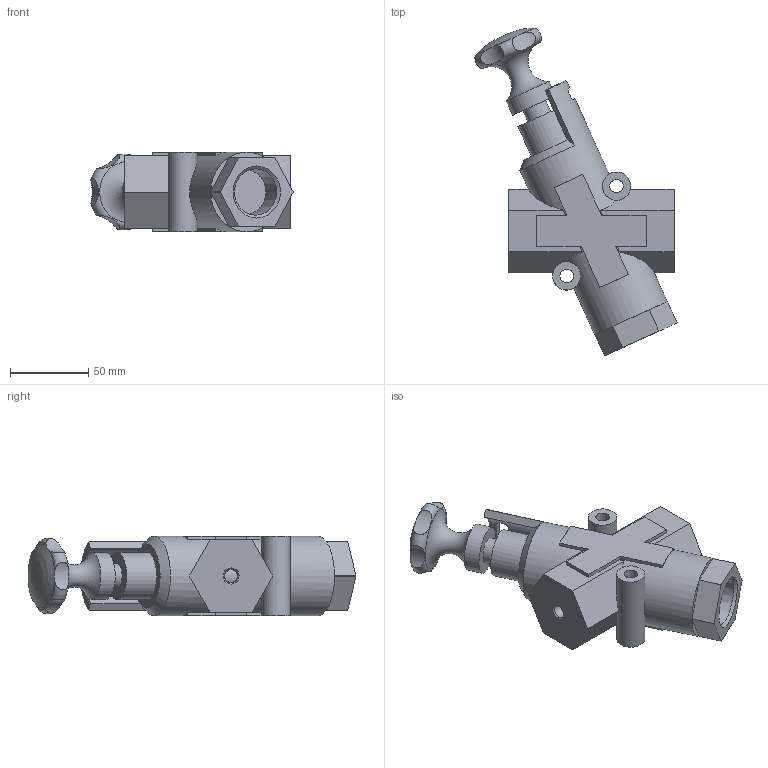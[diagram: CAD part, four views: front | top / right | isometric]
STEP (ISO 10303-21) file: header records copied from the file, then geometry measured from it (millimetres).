
FILE_DESCRIPTION(/* description */ ('STEP AP214'),/* implementation_level */ '2;1');
FILE_NAME(/* name */ '197129_HE-N3_8-LO',/* time_stamp */ '2024-08-29T04:18:04+02:00',/* author */ ('License CC BY-ND 4.0'),/* organization */ ('CADENAS'),/* preprocessor_version */ 'ST-DEVELOPER v19.3',/* originating_system */ 'PARTsolutions',/* authorisation */ ' ');
FILE_SCHEMA (('AUTOMOTIVE_DESIGN {1 0 10303 214 3 1 1}'));
Length unit declared in the file: millimetre
Products named in the file (1): 197129 HE-N3/8-LO---(1)
Bounding box: 128.8 x 209 x 50.8 mm (x, y, z)
Volume: 432223.1 mm3; surface area: 57986.3 mm2
Topology: 1 solids, 1 shells, 115 faces, 303 edges, 197 vertices
Faces by surface type: plane 73, cylinder 24, cone 15, torus 3
Full cylindrical faces by diameter (mm): 8.071 x2, 8.6 x2, 16 x1, 18 x2, 30 x2, 50.8 x2
Entity records: 4436 total; most frequent: CARTESIAN_POINT 864, DIRECTION 560, ORIENTED_EDGE 552, EDGE_CURVE 276, AXIS2_PLACEMENT_3D 204, VERTEX_POINT 191, LINE 152, VECTOR 152
